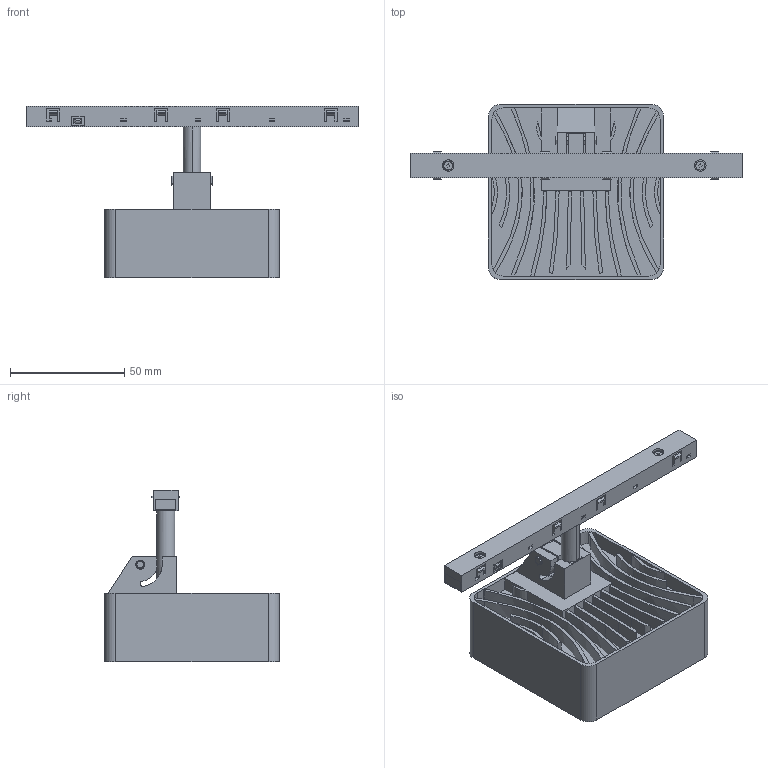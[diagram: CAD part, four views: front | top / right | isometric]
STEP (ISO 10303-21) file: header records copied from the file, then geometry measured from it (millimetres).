
FILE_DESCRIPTION(/* description */ ('','CAx-IF Rec.Pracs.---Representation and Presentation of Product Manufacturing Information (PMI)---4.0---2014-10-13'),/* implementation_level */ '2;1');
FILE_NAME(/* name */ 'N0013 v5.step',/* time_stamp */ '2025-01-02T12:35:50+01:00',/* author */ (''),/* organization */ (''),/* preprocessor_version */ 'ST-DEVELOPER v20',/* originating_system */ 'Autodesk Translation Framework v13.20.0.188',/* authorisation */ '');
FILE_SCHEMA (('AP242_MANAGED_MODEL_BASED_3D_ENGINEERING_MIM_LF { 1 0 10303 442 1 1 4 }'));
Length unit declared in the file: millimetre
Products named in the file (4): N0013; Adaptor; Zaczep 1; Zaczep 2
Assembly tree (3 placements, depth 3):
  N0013
    Adaptor
      Zaczep 1
      Zaczep 2
Bounding box: 145.5 x 76.7 x 75 mm (x, y, z)
Volume: 201431.8 mm3; surface area: 112572 mm2
Topology: 10 solids, 12 shells, 803 faces, 2281 edges, 1469 vertices
Faces by surface type: plane 532, cylinder 205, bspline 50, cone 16
Full cylindrical faces by diameter (mm): 3 x3, 3.3 x3, 3.41 x16, 3.9 x2, 4 x1, 5 x2, 12.45 x16, 15.8 x16
Entity records: 27710 total; most frequent: CARTESIAN_POINT 6735, ORIENTED_EDGE 4562, DIRECTION 4167, EDGE_CURVE 2281, LINE 1529, VECTOR 1529, VERTEX_POINT 1469, AXIS2_PLACEMENT_3D 1319
